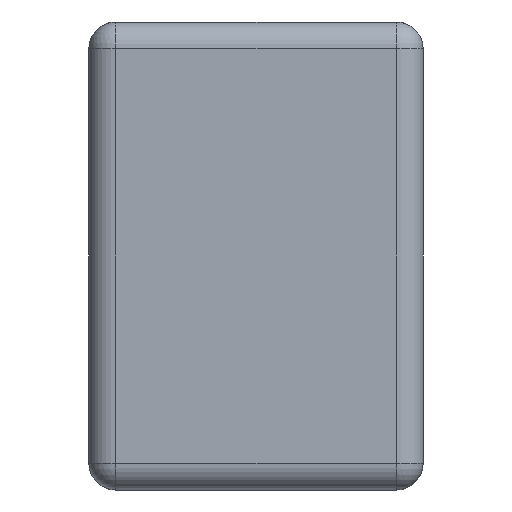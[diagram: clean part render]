
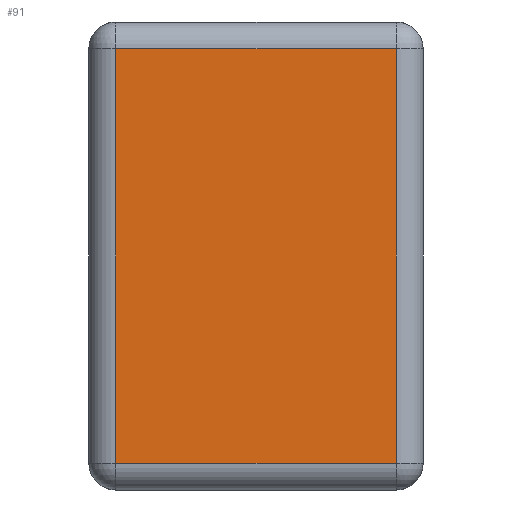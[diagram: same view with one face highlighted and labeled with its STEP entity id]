
A CAD part, left-side view. The second image highlights one B-rep face of the part: STEP entity #91.
In plain terms, the highlighted planar face has unit normal (-1, 0, 0).
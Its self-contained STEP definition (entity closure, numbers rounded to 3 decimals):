
#91=ADVANCED_FACE('',(#92),#126,.F.);
#92=FACE_BOUND('',#93,.T.);
#93=EDGE_LOOP('',(#94,#104,#112,#120));
#94=ORIENTED_EDGE('',*,*,#95,.T.);
#95=EDGE_CURVE('',#96,#98,#100,.T.);
#96=VERTEX_POINT('',#97);
#97=CARTESIAN_POINT('',(-55.0,23.0,15.5));
#98=VERTEX_POINT('',#99);
#99=CARTESIAN_POINT('',(-55.0,23.0,-15.5));
#100=LINE('',#101,#102);
#101=CARTESIAN_POINT('',(-55.0,23.0,-17.5));
#102=VECTOR('',#103,1.0);
#103=DIRECTION('',(0.0,0.0,-1.0));
#104=ORIENTED_EDGE('',*,*,#105,.T.);
#105=EDGE_CURVE('',#98,#106,#108,.T.);
#106=VERTEX_POINT('',#107);
#107=CARTESIAN_POINT('',(-55.0,2.0,-15.5));
#108=LINE('',#109,#110);
#109=CARTESIAN_POINT('',(-55.0,25.0,-15.5));
#110=VECTOR('',#111,1.0);
#111=DIRECTION('',(0.0,-1.0,0.0));
#112=ORIENTED_EDGE('',*,*,#113,.T.);
#113=EDGE_CURVE('',#106,#114,#116,.T.);
#114=VERTEX_POINT('',#115);
#115=CARTESIAN_POINT('',(-55.0,2.0,15.5));
#116=LINE('',#117,#118);
#117=CARTESIAN_POINT('',(-55.0,2.0,-17.5));
#118=VECTOR('',#119,1.0);
#119=DIRECTION('',(0.0,0.0,1.0));
#120=ORIENTED_EDGE('',*,*,#121,.T.);
#121=EDGE_CURVE('',#114,#96,#122,.T.);
#122=LINE('',#123,#124);
#123=CARTESIAN_POINT('',(-55.0,25.0,15.5));
#124=VECTOR('',#125,1.0);
#125=DIRECTION('',(0.0,1.0,0.0));
#126=PLANE('',#127);
#127=AXIS2_PLACEMENT_3D('',#128,#129,#130);
#128=CARTESIAN_POINT('',(-55.0,25.0,-17.5));
#129=DIRECTION('',(1.0,0.0,0.0));
#130=DIRECTION('',(0.0,0.0,-1.0));
